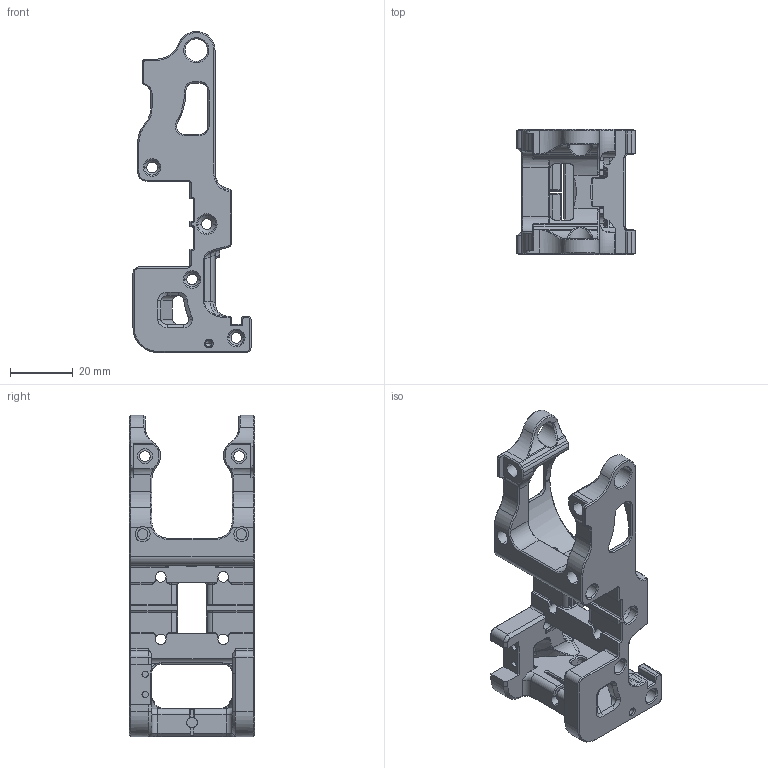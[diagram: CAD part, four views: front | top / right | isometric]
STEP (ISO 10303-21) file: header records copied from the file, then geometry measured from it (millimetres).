
FILE_DESCRIPTION (( 'STEP AP214' ), '1' );
FILE_NAME ('X_carriage.STEP', '2022-04-26T09:50:37', ( '' ), ( '' ), 'SwSTEP 2.0', 'SolidWorks 2021', '' );
FILE_SCHEMA (( 'AUTOMOTIVE_DESIGN' ));
Length unit declared in the file: millimetre
Products named in the file (1): X_carriage
Bounding box: 37.77 x 40 x 102.74 mm (x, y, z)
Volume: 33382.6 mm3; surface area: 20115.5 mm2
Topology: 1 solids, 3 shells, 1133 faces, 2901 edges, 1758 vertices
Faces by surface type: plane 481, cylinder 288, cone 212, bspline 108, torus 44
Entity records: 45022 total; most frequent: CARTESIAN_POINT 18466, ORIENTED_EDGE 5780, DIRECTION 5210, EDGE_CURVE 2890, AXIS2_PLACEMENT_3D 1803, VERTEX_POINT 1758, LINE 1604, VECTOR 1604
